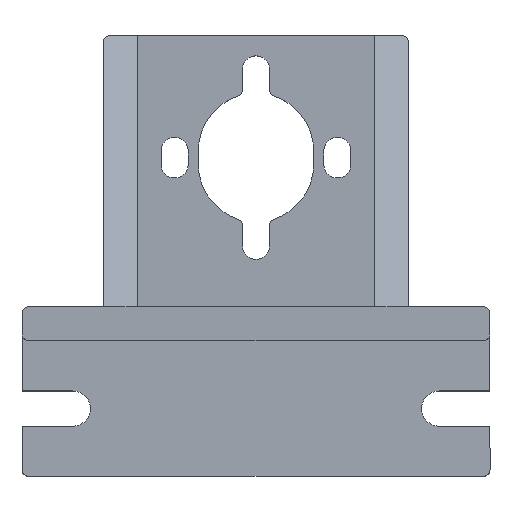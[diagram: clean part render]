
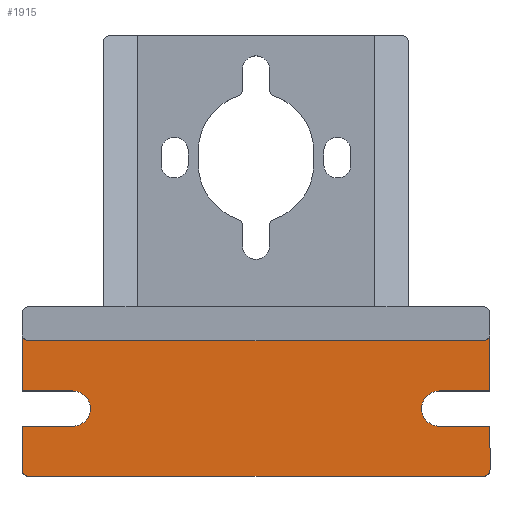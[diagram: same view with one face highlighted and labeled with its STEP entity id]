
A CAD part, top view. The second image highlights one B-rep face of the part: STEP entity #1915.
In plain terms, the highlighted planar face has unit normal (0, 0, 1).
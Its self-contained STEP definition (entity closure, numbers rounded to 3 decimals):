
#8 = VECTOR ( 'NONE', #813, 1000. ) ;
#10 = VECTOR ( 'NONE', #2048, 1000. ) ;
#39 = VERTEX_POINT ( 'NONE', #400 ) ;
#47 = VERTEX_POINT ( 'NONE', #292 ) ;
#49 = DIRECTION ( 'NONE',  ( 0., 1., 0. ) ) ;
#50 = CARTESIAN_POINT ( 'NONE',  ( 34.5, -19.9, 5. ) ) ;
#66 = DIRECTION ( 'NONE',  ( 0., 0., 1. ) ) ;
#76 = ORIENTED_EDGE ( 'NONE', *, *, #476, .T. ) ;
#162 = CARTESIAN_POINT ( 'NONE',  ( 34.5, -31.5, 5. ) ) ;
#169 = CARTESIAN_POINT ( 'NONE',  ( 0., -19.9, 5. ) ) ;
#177 = DIRECTION ( 'NONE',  ( 1., 0., 0. ) ) ;
#188 = CARTESIAN_POINT ( 'NONE',  ( 24.4, -22.5, 5. ) ) ;
#218 = VECTOR ( 'NONE', #1066, 1000. ) ;
#242 = CARTESIAN_POINT ( 'NONE',  ( -34.5, 0., 5. ) ) ;
#252 = VERTEX_POINT ( 'NONE', #2082 ) ;
#292 = CARTESIAN_POINT ( 'NONE',  ( -34.5, -25.1, 5. ) ) ;
#316 = EDGE_CURVE ( 'NONE', #252, #1396, #798, .T. ) ;
#356 = CARTESIAN_POINT ( 'NONE',  ( -33.5, -12.5, 5. ) ) ;
#383 = DIRECTION ( 'NONE',  ( 0., 0., -1. ) ) ;
#391 = VECTOR ( 'NONE', #49, 1000. ) ;
#392 = EDGE_CURVE ( 'NONE', #1807, #1396, #1664, .T. ) ;
#400 = CARTESIAN_POINT ( 'NONE',  ( -34.5, -19.9, 5. ) ) ;
#416 = CARTESIAN_POINT ( 'NONE',  ( 27., -22.5, 5. ) ) ;
#420 = EDGE_CURVE ( 'NONE', #1347, #832, #824, .T. ) ;
#435 = EDGE_CURVE ( 'NONE', #717, #577, #1534, .T. ) ;
#445 = CARTESIAN_POINT ( 'NONE',  ( -34.5, -31.5, 5. ) ) ;
#448 = EDGE_CURVE ( 'NONE', #1715, #717, #709, .T. ) ;
#476 = EDGE_CURVE ( 'NONE', #942, #1498, #845, .T. ) ;
#498 = CARTESIAN_POINT ( 'NONE',  ( -27., -22.5, 5. ) ) ;
#524 = CARTESIAN_POINT ( 'NONE',  ( 27., -19.9, 5. ) ) ;
#525 = EDGE_CURVE ( 'NONE', #252, #1439, #1844, .T. ) ;
#542 = ORIENTED_EDGE ( 'NONE', *, *, #316, .F. ) ;
#551 = AXIS2_PLACEMENT_3D ( 'NONE', #1365, #726, #1640 ) ;
#563 = CARTESIAN_POINT ( 'NONE',  ( -34.5, -11.5, 5. ) ) ;
#571 = EDGE_CURVE ( 'NONE', #577, #877, #2009, .T. ) ;
#576 = CIRCLE ( 'NONE', #1723, 2.6 ) ;
#577 = VERTEX_POINT ( 'NONE', #840 ) ;
#602 = ORIENTED_EDGE ( 'NONE', *, *, #693, .T. ) ;
#603 = DIRECTION ( 'NONE',  ( 1., 0., 0. ) ) ;
#608 = CIRCLE ( 'NONE', #1539, 1. ) ;
#619 = EDGE_CURVE ( 'NONE', #1181, #1303, #576, .T. ) ;
#622 = EDGE_CURVE ( 'NONE', #1303, #39, #1389, .T. ) ;
#688 = DIRECTION ( 'NONE',  ( 1., 0., 0. ) ) ;
#693 = EDGE_CURVE ( 'NONE', #1439, #1715, #1161, .T. ) ;
#709 = LINE ( 'NONE', #169, #1059 ) ;
#717 = VERTEX_POINT ( 'NONE', #50 ) ;
#726 = DIRECTION ( 'NONE',  ( 0., 0., 1. ) ) ;
#728 = EDGE_CURVE ( 'NONE', #1347, #877, #913, .T. ) ;
#762 = EDGE_CURVE ( 'NONE', #1498, #1807, #608, .T. ) ;
#773 = ORIENTED_EDGE ( 'NONE', *, *, #958, .T. ) ;
#777 = CARTESIAN_POINT ( 'NONE',  ( -33.5, -32.5, 5. ) ) ;
#798 = LINE ( 'NONE', #1454, #1228 ) ;
#800 = EDGE_CURVE ( 'NONE', #39, #832, #1693, .T. ) ;
#806 = ORIENTED_EDGE ( 'NONE', *, *, #435, .T. ) ;
#811 = CARTESIAN_POINT ( 'NONE',  ( 34.5, -12.5, 5. ) ) ;
#813 = DIRECTION ( 'NONE',  ( -1., 0., 0. ) ) ;
#821 = EDGE_CURVE ( 'NONE', #992, #47, #854, .T. ) ;
#824 = CIRCLE ( 'NONE', #1926, 1. ) ;
#832 = VERTEX_POINT ( 'NONE', #563 ) ;
#840 = CARTESIAN_POINT ( 'NONE',  ( 34.5, -11.5, 5. ) ) ;
#845 = LINE ( 'NONE', #1486, #1591 ) ;
#854 = LINE ( 'NONE', #1230, #1599 ) ;
#877 = VERTEX_POINT ( 'NONE', #1658 ) ;
#879 = LINE ( 'NONE', #1701, #8 ) ;
#900 = DIRECTION ( 'NONE',  ( 0., 0., -1. ) ) ;
#913 = LINE ( 'NONE', #811, #1690 ) ;
#942 = VERTEX_POINT ( 'NONE', #777 ) ;
#954 = CARTESIAN_POINT ( 'NONE',  ( 33.5, -31.5, 5. ) ) ;
#958 = EDGE_CURVE ( 'NONE', #1181, #47, #879, .T. ) ;
#976 = DIRECTION ( 'NONE',  ( 0., 1., 0. ) ) ;
#977 = EDGE_CURVE ( 'NONE', #992, #942, #1667, .T. ) ;
#992 = VERTEX_POINT ( 'NONE', #445 ) ;
#1015 = DIRECTION ( 'NONE',  ( 0., 0., -1. ) ) ;
#1039 = EDGE_LOOP ( 'NONE', ( #76, #1408, #1990, #542, #1513, #602, #1652, #806, #1302, #1896, #1894, #1913, #1252, #1518, #773, #1968, #2016 ) ) ;
#1059 = VECTOR ( 'NONE', #177, 1000. ) ;
#1066 = DIRECTION ( 'NONE',  ( 0., 1., 0. ) ) ;
#1091 = AXIS2_PLACEMENT_3D ( 'NONE', #1149, #66, #1288 ) ;
#1124 = DIRECTION ( 'NONE',  ( 1., 0., 0. ) ) ;
#1149 = CARTESIAN_POINT ( 'NONE',  ( -33.5, -31.5, 5. ) ) ;
#1161 = CIRCLE ( 'NONE', #1643, 2.6 ) ;
#1181 = VERTEX_POINT ( 'NONE', #1488 ) ;
#1217 = CARTESIAN_POINT ( 'NONE',  ( 34.5, 0., 5. ) ) ;
#1228 = VECTOR ( 'NONE', #2030, 1000. ) ;
#1230 = CARTESIAN_POINT ( 'NONE',  ( -34.5, 0., 5. ) ) ;
#1252 = ORIENTED_EDGE ( 'NONE', *, *, #622, .F. ) ;
#1288 = DIRECTION ( 'NONE',  ( 1., 0., 0. ) ) ;
#1302 = ORIENTED_EDGE ( 'NONE', *, *, #571, .T. ) ;
#1303 = VERTEX_POINT ( 'NONE', #1369 ) ;
#1318 = VECTOR ( 'NONE', #976, 1000. ) ;
#1347 = VERTEX_POINT ( 'NONE', #356 ) ;
#1365 = CARTESIAN_POINT ( 'NONE',  ( 0., 0., 5. ) ) ;
#1369 = CARTESIAN_POINT ( 'NONE',  ( -27., -19.9, 5. ) ) ;
#1373 = DIRECTION ( 'NONE',  ( 0., 1., 0. ) ) ;
#1380 = FACE_OUTER_BOUND ( 'NONE', #1039, .T. ) ;
#1384 = CARTESIAN_POINT ( 'NONE',  ( 27., -22.5, 5. ) ) ;
#1389 = LINE ( 'NONE', #1469, #10 ) ;
#1396 = VERTEX_POINT ( 'NONE', #1654 ) ;
#1408 = ORIENTED_EDGE ( 'NONE', *, *, #762, .T. ) ;
#1439 = VERTEX_POINT ( 'NONE', #188 ) ;
#1454 = CARTESIAN_POINT ( 'NONE',  ( 0., -25.1, 5. ) ) ;
#1469 = CARTESIAN_POINT ( 'NONE',  ( 0., -19.9, 5. ) ) ;
#1486 = CARTESIAN_POINT ( 'NONE',  ( 0., -32.5, 5. ) ) ;
#1488 = CARTESIAN_POINT ( 'NONE',  ( -27., -25.1, 5. ) ) ;
#1498 = VERTEX_POINT ( 'NONE', #1605 ) ;
#1509 = PLANE ( 'NONE',  #551 ) ;
#1513 = ORIENTED_EDGE ( 'NONE', *, *, #525, .T. ) ;
#1518 = ORIENTED_EDGE ( 'NONE', *, *, #619, .F. ) ;
#1530 = DIRECTION ( 'NONE',  ( 1., 0., 0. ) ) ;
#1534 = LINE ( 'NONE', #1217, #218 ) ;
#1539 = AXIS2_PLACEMENT_3D ( 'NONE', #954, #1979, #1124 ) ;
#1547 = DIRECTION ( 'NONE',  ( 0., 0., -1. ) ) ;
#1550 = CARTESIAN_POINT ( 'NONE',  ( 34.5, 0., 5. ) ) ;
#1591 = VECTOR ( 'NONE', #1619, 1000. ) ;
#1599 = VECTOR ( 'NONE', #1373, 1000. ) ;
#1605 = CARTESIAN_POINT ( 'NONE',  ( 33.5, -32.5, 5. ) ) ;
#1607 = DIRECTION ( 'NONE',  ( 0., 0., 1. ) ) ;
#1619 = DIRECTION ( 'NONE',  ( 1., 0., 0. ) ) ;
#1640 = DIRECTION ( 'NONE',  ( 1., 0., 0. ) ) ;
#1643 = AXIS2_PLACEMENT_3D ( 'NONE', #416, #1547, #603 ) ;
#1652 = ORIENTED_EDGE ( 'NONE', *, *, #448, .T. ) ;
#1654 = CARTESIAN_POINT ( 'NONE',  ( 34.5, -25.1, 5. ) ) ;
#1658 = CARTESIAN_POINT ( 'NONE',  ( 33.5, -12.5, 5. ) ) ;
#1664 = LINE ( 'NONE', #1550, #391 ) ;
#1667 = CIRCLE ( 'NONE', #1091, 1. ) ;
#1690 = VECTOR ( 'NONE', #1848, 1000. ) ;
#1693 = LINE ( 'NONE', #242, #1318 ) ;
#1701 = CARTESIAN_POINT ( 'NONE',  ( 0., -25.1, 5. ) ) ;
#1715 = VERTEX_POINT ( 'NONE', #524 ) ;
#1723 = AXIS2_PLACEMENT_3D ( 'NONE', #498, #1607, #688 ) ;
#1777 = CARTESIAN_POINT ( 'NONE',  ( -33.5, -11.5, 5. ) ) ;
#1807 = VERTEX_POINT ( 'NONE', #162 ) ;
#1844 = CIRCLE ( 'NONE', #1863, 2.6 ) ;
#1848 = DIRECTION ( 'NONE',  ( 1., 0., 0. ) ) ;
#1862 = AXIS2_PLACEMENT_3D ( 'NONE', #1881, #1015, #2033 ) ;
#1863 = AXIS2_PLACEMENT_3D ( 'NONE', #1384, #383, #1530 ) ;
#1881 = CARTESIAN_POINT ( 'NONE',  ( 33.5, -11.5, 5. ) ) ;
#1894 = ORIENTED_EDGE ( 'NONE', *, *, #420, .T. ) ;
#1896 = ORIENTED_EDGE ( 'NONE', *, *, #728, .F. ) ;
#1913 = ORIENTED_EDGE ( 'NONE', *, *, #800, .F. ) ;
#1915 = ADVANCED_FACE ( 'NONE', ( #1380 ), #1509, .T. ) ;
#1926 = AXIS2_PLACEMENT_3D ( 'NONE', #1777, #900, #1927 ) ;
#1927 = DIRECTION ( 'NONE',  ( 1., 0., 0. ) ) ;
#1968 = ORIENTED_EDGE ( 'NONE', *, *, #821, .F. ) ;
#1979 = DIRECTION ( 'NONE',  ( 0., 0., 1. ) ) ;
#1990 = ORIENTED_EDGE ( 'NONE', *, *, #392, .T. ) ;
#2009 = CIRCLE ( 'NONE', #1862, 1. ) ;
#2016 = ORIENTED_EDGE ( 'NONE', *, *, #977, .T. ) ;
#2030 = DIRECTION ( 'NONE',  ( 1., 0., 0. ) ) ;
#2033 = DIRECTION ( 'NONE',  ( 1., 0., 0. ) ) ;
#2048 = DIRECTION ( 'NONE',  ( -1., 0., 0. ) ) ;
#2082 = CARTESIAN_POINT ( 'NONE',  ( 27., -25.1, 5. ) ) ;
